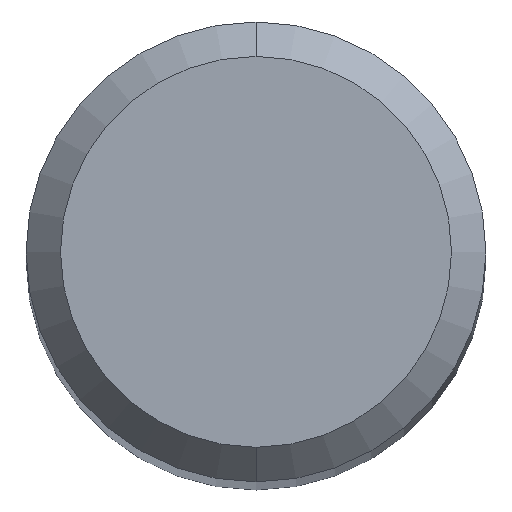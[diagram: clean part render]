
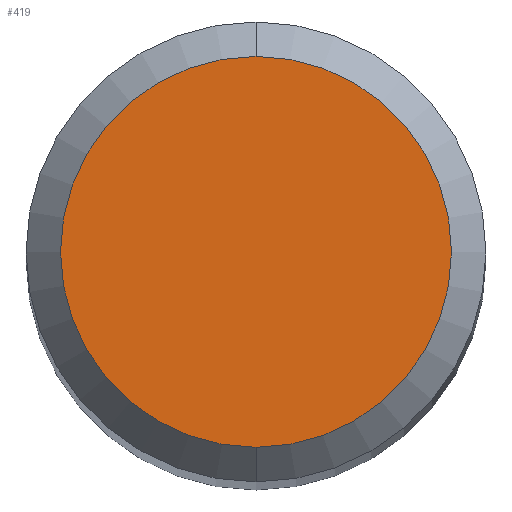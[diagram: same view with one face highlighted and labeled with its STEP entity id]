
A CAD part, top view. The second image highlights one B-rep face of the part: STEP entity #419.
In plain terms, the highlighted planar face has unit normal (0, 0, 1).
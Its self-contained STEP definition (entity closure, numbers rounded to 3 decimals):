
#419=ADVANCED_FACE('',(#1088),#1089,.T.);
#447=EDGE_CURVE('',#659,#805,#1121,.T.);
#659=VERTEX_POINT('',#1352);
#685=EDGE_CURVE('',#805,#659,#1379,.T.);
#805=VERTEX_POINT('',#1508);
#1088=FACE_OUTER_BOUND('',#1945,.T.);
#1089=PLANE('',#1946);
#1121=CIRCLE('',#2030,1.7);
#1352=CARTESIAN_POINT('',(0.0,1.7,0.0));
#1379=CIRCLE('',#3133,1.7);
#1508=CARTESIAN_POINT('',(0.,-1.7,0.0));
#1945=EDGE_LOOP('',(#4246,#4247));
#1946=AXIS2_PLACEMENT_3D('',#4248,#4249,#4250);
#2030=AXIS2_PLACEMENT_3D('',#4309,#4310,#4311);
#3133=AXIS2_PLACEMENT_3D('',#4532,#4533,#4534);
#4246=ORIENTED_EDGE('',*,*,#447,.F.);
#4247=ORIENTED_EDGE('',*,*,#685,.F.);
#4248=CARTESIAN_POINT('',(0.0,0.85,0.0));
#4249=DIRECTION('',(-0.0,0.0,1.0));
#4250=DIRECTION('',(0.0,-1.0,0.0));
#4309=CARTESIAN_POINT('',(0.0,0.0,0.0));
#4310=DIRECTION('',(0.0,0.0,-1.0));
#4311=DIRECTION('',(0.0,1.0,0.0));
#4532=CARTESIAN_POINT('',(0.0,0.0,0.0));
#4533=DIRECTION('',(0.0,0.0,-1.0));
#4534=DIRECTION('',(0.0,1.0,0.0));
